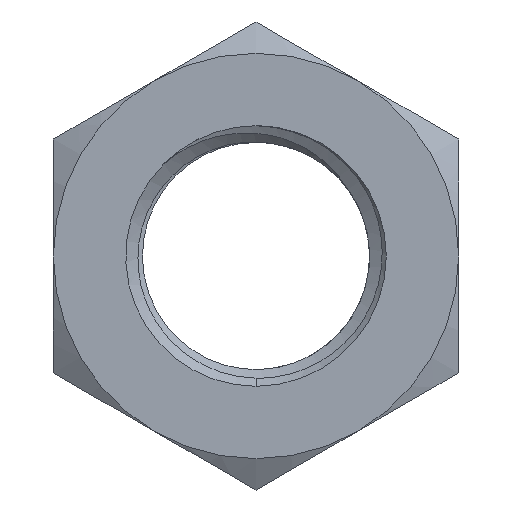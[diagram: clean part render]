
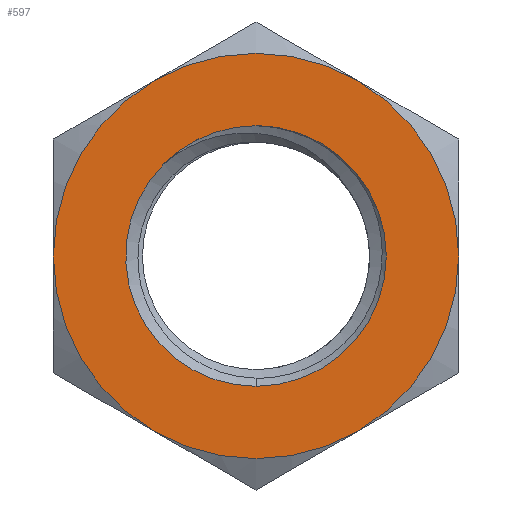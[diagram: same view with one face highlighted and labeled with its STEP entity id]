
A CAD part, front view. The second image highlights one B-rep face of the part: STEP entity #597.
In plain terms, the highlighted planar face has unit normal (0, -1, 0).
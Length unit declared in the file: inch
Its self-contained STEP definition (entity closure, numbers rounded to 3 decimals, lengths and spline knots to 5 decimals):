
#16=FACE_BOUND('',#130,.T.);
#24=PLANE('',#661);
#90=FACE_OUTER_BOUND('',#129,.T.);
#129=EDGE_LOOP('',(#519,#520,#521,#522,#523,#524));
#130=EDGE_LOOP('',(#525,#526,#527));
#143=CIRCLE('',#629,0.28406);
#145=CIRCLE('',#638,0.28406);
#146=CIRCLE('',#640,0.44188);
#147=CIRCLE('',#642,0.28406);
#155=CIRCLE('',#662,0.44188);
#156=CIRCLE('',#663,0.44188);
#157=CIRCLE('',#664,0.44188);
#158=CIRCLE('',#665,0.44188);
#159=CIRCLE('',#666,0.44188);
#243=VERTEX_POINT('',#948);
#244=VERTEX_POINT('',#950);
#260=VERTEX_POINT('',#1335);
#261=VERTEX_POINT('',#1377);
#262=VERTEX_POINT('',#1378);
#273=VERTEX_POINT('',#2022);
#276=VERTEX_POINT('',#2039);
#281=VERTEX_POINT('',#2074);
#284=VERTEX_POINT('',#2091);
#300=EDGE_CURVE('',#244,#243,#143,.T.);
#324=EDGE_CURVE('',#260,#244,#145,.T.);
#325=EDGE_CURVE('',#261,#262,#146,.T.);
#328=EDGE_CURVE('',#243,#260,#147,.T.);
#371=EDGE_CURVE('',#262,#276,#155,.T.);
#372=EDGE_CURVE('',#276,#273,#156,.T.);
#373=EDGE_CURVE('',#273,#284,#157,.T.);
#374=EDGE_CURVE('',#284,#281,#158,.T.);
#375=EDGE_CURVE('',#261,#281,#159,.T.);
#519=ORIENTED_EDGE('',*,*,#325,.T.);
#520=ORIENTED_EDGE('',*,*,#371,.T.);
#521=ORIENTED_EDGE('',*,*,#372,.T.);
#522=ORIENTED_EDGE('',*,*,#373,.T.);
#523=ORIENTED_EDGE('',*,*,#374,.T.);
#524=ORIENTED_EDGE('',*,*,#375,.F.);
#525=ORIENTED_EDGE('',*,*,#328,.T.);
#526=ORIENTED_EDGE('',*,*,#324,.T.);
#527=ORIENTED_EDGE('',*,*,#300,.T.);
#597=ADVANCED_FACE('',(#90,#16),#24,.F.);
#629=AXIS2_PLACEMENT_3D('',#951,#698,#699);
#638=AXIS2_PLACEMENT_3D('',#1375,#723,#724);
#640=AXIS2_PLACEMENT_3D('',#1379,#727,#728);
#642=AXIS2_PLACEMENT_3D('',#1388,#731,#732);
#661=AXIS2_PLACEMENT_3D('',#2104,#775,#776);
#662=AXIS2_PLACEMENT_3D('',#2105,#777,#778);
#663=AXIS2_PLACEMENT_3D('',#2106,#779,#780);
#664=AXIS2_PLACEMENT_3D('',#2107,#781,#782);
#665=AXIS2_PLACEMENT_3D('',#2108,#783,#784);
#666=AXIS2_PLACEMENT_3D('',#2109,#785,#786);
#698=DIRECTION('center_axis',(0.,1.,0.));
#699=DIRECTION('ref_axis',(0.,0.,1.));
#723=DIRECTION('center_axis',(0.,1.,0.));
#724=DIRECTION('ref_axis',(0.,0.,1.));
#727=DIRECTION('center_axis',(0.,-1.,0.));
#728=DIRECTION('ref_axis',(0.,0.,1.));
#731=DIRECTION('center_axis',(0.,1.,0.));
#732=DIRECTION('ref_axis',(0.,0.,1.));
#775=DIRECTION('center_axis',(0.,1.,0.));
#776=DIRECTION('ref_axis',(0.,0.,1.));
#777=DIRECTION('center_axis',(0.,-1.,0.));
#778=DIRECTION('ref_axis',(0.,0.,1.));
#779=DIRECTION('center_axis',(0.,-1.,0.));
#780=DIRECTION('ref_axis',(0.,0.,1.));
#781=DIRECTION('center_axis',(0.,-1.,0.));
#782=DIRECTION('ref_axis',(0.,0.,1.));
#783=DIRECTION('center_axis',(0.,-1.,0.));
#784=DIRECTION('ref_axis',(0.,0.,1.));
#785=DIRECTION('center_axis',(0.,1.,0.));
#786=DIRECTION('ref_axis',(0.,0.,1.));
#948=CARTESIAN_POINT('',(-0.00219,-0.15625,0.28785));
#950=CARTESIAN_POINT('',(-0.20305,-0.15625,0.20465));
#951=CARTESIAN_POINT('Origin',(-0.00219,-0.15625,0.00379));
#1335=CARTESIAN_POINT('',(-0.00219,-0.15625,-0.28027));
#1375=CARTESIAN_POINT('Origin',(-0.00219,-0.15625,0.00379));
#1377=CARTESIAN_POINT('',(0.21875,-0.15625,0.38646));
#1378=CARTESIAN_POINT('',(-0.22313,-0.15625,0.38646));
#1379=CARTESIAN_POINT('Origin',(-0.00219,-0.15625,0.00379));
#1388=CARTESIAN_POINT('Origin',(-0.00219,-0.15625,0.00379));
#2022=CARTESIAN_POINT('',(-0.22313,-0.15625,-0.37889));
#2039=CARTESIAN_POINT('',(-0.44406,-0.15625,0.00379));
#2074=CARTESIAN_POINT('',(0.43969,-0.15625,0.00379));
#2091=CARTESIAN_POINT('',(0.21875,-0.15625,-0.37889));
#2104=CARTESIAN_POINT('Origin',(-0.44406,-0.15625,-0.25133));
#2105=CARTESIAN_POINT('Origin',(-0.00219,-0.15625,0.00379));
#2106=CARTESIAN_POINT('Origin',(-0.00219,-0.15625,0.00379));
#2107=CARTESIAN_POINT('Origin',(-0.00219,-0.15625,0.00379));
#2108=CARTESIAN_POINT('Origin',(-0.00219,-0.15625,0.00379));
#2109=CARTESIAN_POINT('Origin',(-0.00219,-0.15625,0.00379));
